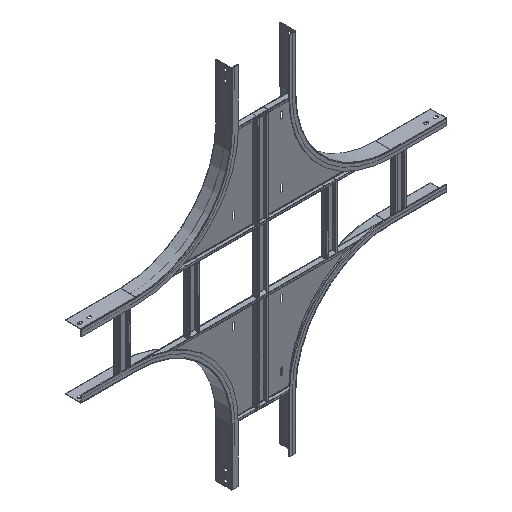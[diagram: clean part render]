
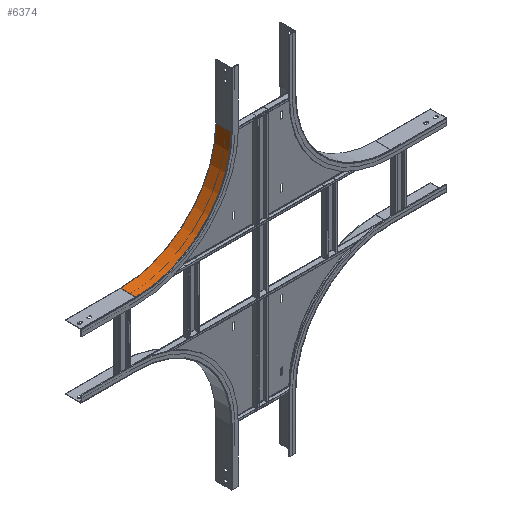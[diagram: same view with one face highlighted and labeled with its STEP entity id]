
A CAD part, isometric view. The second image highlights one B-rep face of the part: STEP entity #6374.
In plain terms, the highlighted cylindrical face has radius 298.8 mm (diameter 597.6 mm), a partial arc.
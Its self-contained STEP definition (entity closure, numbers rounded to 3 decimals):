
#3526 = EDGE_CURVE ( 'NONE', #7475, #11944, #3836, .T. ) ;
#3556 = EDGE_CURVE ( 'NONE', #7475, #11888, #3889, .T. ) ;
#3581 = EDGE_CURVE ( 'NONE', #11858, #11888, #3930, .T. ) ;
#3609 = EDGE_CURVE ( 'NONE', #11944, #11858, #3952, .T. ) ;
#3836 = LINE ( 'NONE', #4731, #3838 ) ;
#3838 = VECTOR ( 'NONE', #4732, 1000. ) ;
#3889 = CIRCLE ( 'NONE', #10155, 298.8 ) ;
#3930 = LINE ( 'NONE', #6749, #3932 ) ;
#3932 = VECTOR ( 'NONE', #6752, 1000. ) ;
#3952 = CIRCLE ( 'NONE', #10124, 298.8 ) ;
#4731 = CARTESIAN_POINT ( 'NONE',  ( -101.2, -18., 497.8 ) ) ;
#4732 = DIRECTION ( 'NONE',  ( 0., -1., 0. ) ) ;
#4807 = CARTESIAN_POINT ( 'NONE',  ( -400., 30.201, 497.8 ) ) ;
#4808 = DIRECTION ( 'NONE',  ( 0., 1., 0. ) ) ;
#4809 = DIRECTION ( 'NONE',  ( 0., 0., -1. ) ) ;
#4954 = AXIS2_PLACEMENT_3D ( 'NONE', #5225, #5223, #5221 ) ;
#5221 = DIRECTION ( 'NONE',  ( 0., 0., -1. ) ) ;
#5223 = DIRECTION ( 'NONE',  ( 0., 1., 0. ) ) ;
#5225 = CARTESIAN_POINT ( 'NONE',  ( -400., -19.8, 497.8 ) ) ;
#6374 = ADVANCED_FACE ( 'NONE', ( #12048 ), #12053, .F. ) ;
#6749 = CARTESIAN_POINT ( 'NONE',  ( -400., 14.26, 199. ) ) ;
#6752 = DIRECTION ( 'NONE',  ( 0., 1., 0. ) ) ;
#6878 = CARTESIAN_POINT ( 'NONE',  ( -400., -18., 497.8 ) ) ;
#6880 = DIRECTION ( 'NONE',  ( 0., 1., 0. ) ) ;
#6882 = DIRECTION ( 'NONE',  ( 0., 0., -1. ) ) ;
#7475 = VERTEX_POINT ( 'NONE', #8901 ) ;
#7590 = EDGE_LOOP ( 'NONE', ( #10704, #10703, #10702, #10701 ) ) ;
#8212 = CARTESIAN_POINT ( 'NONE',  ( -400., -18., 199. ) ) ;
#8227 = CARTESIAN_POINT ( 'NONE',  ( -400., 30.201, 199. ) ) ;
#8255 = CARTESIAN_POINT ( 'NONE',  ( -101.2, -18., 497.8 ) ) ;
#8901 = CARTESIAN_POINT ( 'NONE',  ( -101.2, 30.201, 497.8 ) ) ;
#10124 = AXIS2_PLACEMENT_3D ( 'NONE', #6878, #6880, #6882 ) ;
#10155 = AXIS2_PLACEMENT_3D ( 'NONE', #4807, #4808, #4809 ) ;
#10701 = ORIENTED_EDGE ( 'NONE', *, *, #3581, .F. ) ;
#10702 = ORIENTED_EDGE ( 'NONE', *, *, #3556, .T. ) ;
#10703 = ORIENTED_EDGE ( 'NONE', *, *, #3526, .F. ) ;
#10704 = ORIENTED_EDGE ( 'NONE', *, *, #3609, .F. ) ;
#11858 = VERTEX_POINT ( 'NONE', #8212 ) ;
#11888 = VERTEX_POINT ( 'NONE', #8227 ) ;
#11944 = VERTEX_POINT ( 'NONE', #8255 ) ;
#12048 = FACE_OUTER_BOUND ( 'NONE', #7590, .T. ) ;
#12053 = CYLINDRICAL_SURFACE ( 'NONE', #4954, 298.8 ) ;
